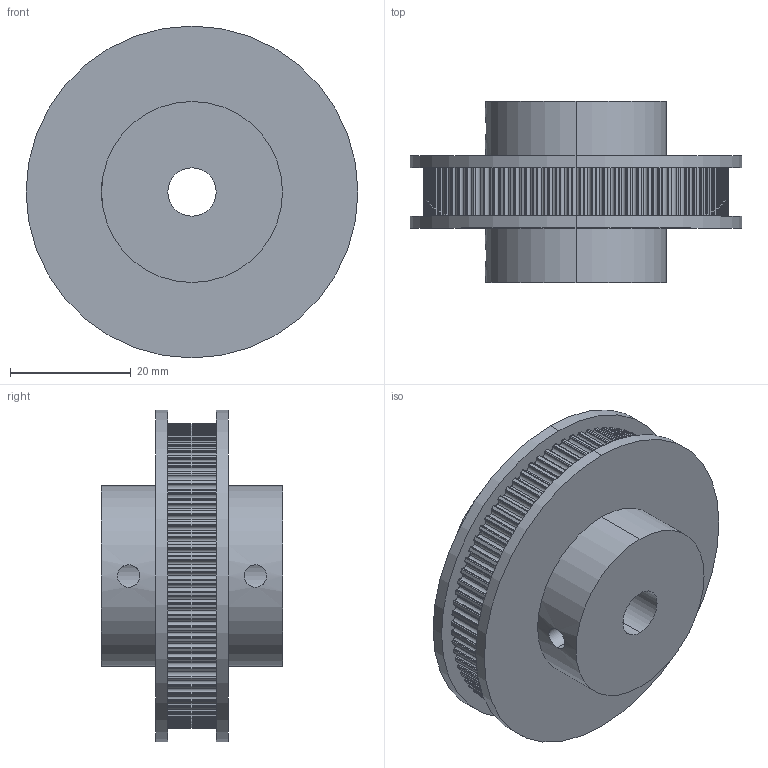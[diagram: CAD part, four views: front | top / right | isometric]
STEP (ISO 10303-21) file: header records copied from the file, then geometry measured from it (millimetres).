
FILE_DESCRIPTION (( 'STEP AP203' ), '1' );
FILE_NAME ('Big pulley.STEP', '2020-07-30T22:33:20', ( '' ), ( '' ), 'SwSTEP 2.0', 'SolidWorks 2018', '' );
FILE_SCHEMA (( 'CONFIG_CONTROL_DESIGN' ));
Length unit declared in the file: millimetre
Products named in the file (1): Big pulley
Bounding box: 55 x 30 x 55 mm (x, y, z)
Volume: 35993 mm3; surface area: 10687.2 mm2
Topology: 1 solids, 1 shells, 660 faces, 1962 edges, 1308 vertices
Faces by surface type: cylinder 494, plane 166
Entity records: 22915 total; most frequent: DIRECTION 4256, CARTESIAN_POINT 4147, ORIENTED_EDGE 3924, EDGE_CURVE 1962, AXIS2_PLACEMENT_3D 1641, VERTEX_POINT 1308, CIRCLE 980, LINE 974
